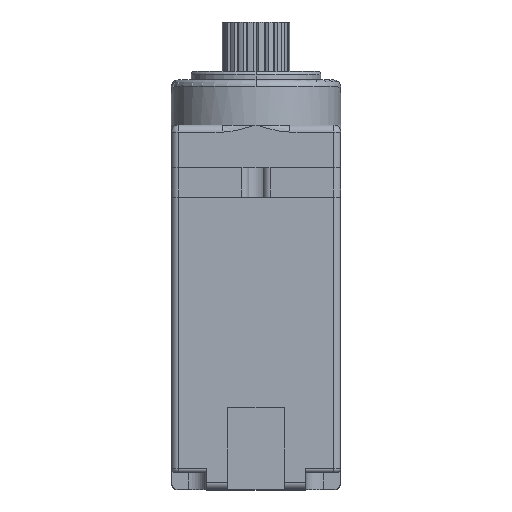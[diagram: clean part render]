
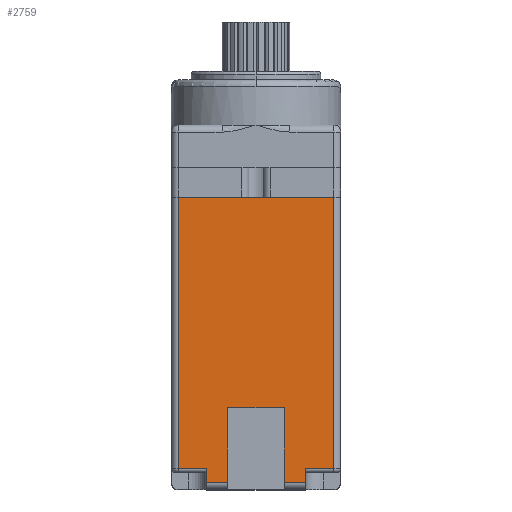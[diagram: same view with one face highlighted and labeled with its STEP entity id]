
A CAD part, top view. The second image highlights one B-rep face of the part: STEP entity #2759.
In plain terms, the highlighted planar face has unit normal (0, 0, 1).
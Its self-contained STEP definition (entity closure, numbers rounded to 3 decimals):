
#290 = DIRECTION ( 'NONE',  ( 0., 1., 0. ) ) ;
#292 = VERTEX_POINT ( 'NONE', #4815 ) ;
#303 = VERTEX_POINT ( 'NONE', #4830 ) ;
#343 = CARTESIAN_POINT ( 'NONE',  ( 2., 0.5, 11.4 ) ) ;
#527 = EDGE_CURVE ( 'NONE', #2625, #2125, #787, .T. ) ;
#602 = VECTOR ( 'NONE', #290, 1000. ) ;
#605 = VECTOR ( 'NONE', #3536, 1000. ) ;
#641 = ORIENTED_EDGE ( 'NONE', *, *, #2027, .T. ) ;
#738 = ORIENTED_EDGE ( 'NONE', *, *, #527, .T. ) ;
#776 = VERTEX_POINT ( 'NONE', #6181 ) ;
#787 = LINE ( 'NONE', #1768, #4360 ) ;
#962 = DIRECTION ( 'NONE',  ( 1., 0., 0. ) ) ;
#997 = EDGE_CURVE ( 'NONE', #1782, #2068, #5374, .T. ) ;
#1015 = CARTESIAN_POINT ( 'NONE',  ( -3.5, 1.45, 11.4 ) ) ;
#1028 = CARTESIAN_POINT ( 'NONE',  ( 2., 5.8, 11.4 ) ) ;
#1070 = LINE ( 'NONE', #5326, #5099 ) ;
#1077 = DIRECTION ( 'NONE',  ( 1., 0., 0. ) ) ;
#1150 = EDGE_CURVE ( 'NONE', #776, #1782, #4475, .T. ) ;
#1154 = ORIENTED_EDGE ( 'NONE', *, *, #4816, .T. ) ;
#1182 = VERTEX_POINT ( 'NONE', #3239 ) ;
#1233 = CARTESIAN_POINT ( 'NONE',  ( -5.5, 1.45, 11.4 ) ) ;
#1276 = CARTESIAN_POINT ( 'NONE',  ( -6., 0.5, 11.4 ) ) ;
#1315 = EDGE_CURVE ( 'NONE', #1711, #1182, #5519, .T. ) ;
#1326 = ORIENTED_EDGE ( 'NONE', *, *, #4284, .T. ) ;
#1476 = ORIENTED_EDGE ( 'NONE', *, *, #1996, .F. ) ;
#1525 = ORIENTED_EDGE ( 'NONE', *, *, #1315, .T. ) ;
#1536 = VERTEX_POINT ( 'NONE', #1233 ) ;
#1588 = VECTOR ( 'NONE', #3753, 1000. ) ;
#1639 = CARTESIAN_POINT ( 'NONE',  ( 3.5, 1.45, 11.4 ) ) ;
#1711 = VERTEX_POINT ( 'NONE', #343 ) ;
#1768 = CARTESIAN_POINT ( 'NONE',  ( -3.5, 1.2, 11.4 ) ) ;
#1775 = VECTOR ( 'NONE', #5388, 1000. ) ;
#1782 = VERTEX_POINT ( 'NONE', #5796 ) ;
#1901 = LINE ( 'NONE', #2557, #605 ) ;
#1996 = EDGE_CURVE ( 'NONE', #292, #303, #1901, .T. ) ;
#2027 = EDGE_CURVE ( 'NONE', #2068, #1536, #4337, .T. ) ;
#2068 = VERTEX_POINT ( 'NONE', #5525 ) ;
#2086 = CARTESIAN_POINT ( 'NONE',  ( -6., 25.8, 11.4 ) ) ;
#2125 = VERTEX_POINT ( 'NONE', #3644 ) ;
#2249 = DIRECTION ( 'NONE',  ( 0., -1., 0. ) ) ;
#2354 = VECTOR ( 'NONE', #4678, 1000. ) ;
#2407 = VERTEX_POINT ( 'NONE', #1639 ) ;
#2557 = CARTESIAN_POINT ( 'NONE',  ( -2., 5.8, 11.4 ) ) ;
#2576 = DIRECTION ( 'NONE',  ( 0., -1., 0. ) ) ;
#2579 = VECTOR ( 'NONE', #4543, 1000. ) ;
#2625 = VERTEX_POINT ( 'NONE', #1015 ) ;
#2759 = ADVANCED_FACE ( 'NONE', ( #4774 ), #3533, .F. ) ;
#3053 = LINE ( 'NONE', #1028, #1775 ) ;
#3171 = VECTOR ( 'NONE', #1077, 1000. ) ;
#3185 = VECTOR ( 'NONE', #2576, 1000. ) ;
#3198 = CARTESIAN_POINT ( 'NONE',  ( 5.5, 25.8, 11.4 ) ) ;
#3239 = CARTESIAN_POINT ( 'NONE',  ( 3.5, 0.5, 11.4 ) ) ;
#3330 = ORIENTED_EDGE ( 'NONE', *, *, #3357, .T. ) ;
#3357 = EDGE_CURVE ( 'NONE', #2125, #4297, #5917, .T. ) ;
#3470 = EDGE_CURVE ( 'NONE', #2407, #1182, #5453, .T. ) ;
#3498 = CARTESIAN_POINT ( 'NONE',  ( -6., 1.45, 11.4 ) ) ;
#3515 = ORIENTED_EDGE ( 'NONE', *, *, #5622, .T. ) ;
#3533 = PLANE ( 'NONE',  #4856 ) ;
#3536 = DIRECTION ( 'NONE',  ( -1., 0., 0. ) ) ;
#3644 = CARTESIAN_POINT ( 'NONE',  ( -3.5, 0.5, 11.4 ) ) ;
#3747 = ORIENTED_EDGE ( 'NONE', *, *, #3470, .F. ) ;
#3753 = DIRECTION ( 'NONE',  ( 0., -1., 0. ) ) ;
#3774 = CARTESIAN_POINT ( 'NONE',  ( 3.5, 1.2, 11.4 ) ) ;
#3963 = CARTESIAN_POINT ( 'NONE',  ( -6., 0.5, 11.4 ) ) ;
#3975 = CARTESIAN_POINT ( 'NONE',  ( -2., 0.5, 11.4 ) ) ;
#4026 = LINE ( 'NONE', #4048, #2579 ) ;
#4045 = DIRECTION ( 'NONE',  ( -1., 0., 0. ) ) ;
#4048 = CARTESIAN_POINT ( 'NONE',  ( -2., 5.8, 11.4 ) ) ;
#4096 = VECTOR ( 'NONE', #4045, 1000. ) ;
#4251 = VECTOR ( 'NONE', #4942, 1000. ) ;
#4284 = EDGE_CURVE ( 'NONE', #1536, #2625, #4627, .T. ) ;
#4285 = ORIENTED_EDGE ( 'NONE', *, *, #1150, .T. ) ;
#4297 = VERTEX_POINT ( 'NONE', #3975 ) ;
#4337 = LINE ( 'NONE', #5975, #3185 ) ;
#4342 = ORIENTED_EDGE ( 'NONE', *, *, #5820, .F. ) ;
#4360 = VECTOR ( 'NONE', #2249, 1000. ) ;
#4475 = LINE ( 'NONE', #3198, #602 ) ;
#4543 = DIRECTION ( 'NONE',  ( 0., -1., 0. ) ) ;
#4627 = LINE ( 'NONE', #3498, #3171 ) ;
#4678 = DIRECTION ( 'NONE',  ( 1., 0., 0. ) ) ;
#4774 = FACE_OUTER_BOUND ( 'NONE', #6153, .T. ) ;
#4815 = CARTESIAN_POINT ( 'NONE',  ( 2., 5.8, 11.4 ) ) ;
#4816 = EDGE_CURVE ( 'NONE', #292, #1711, #3053, .T. ) ;
#4830 = CARTESIAN_POINT ( 'NONE',  ( -2., 5.8, 11.4 ) ) ;
#4856 = AXIS2_PLACEMENT_3D ( 'NONE', #2086, #6028, #5944 ) ;
#4942 = DIRECTION ( 'NONE',  ( 1., 0., 0. ) ) ;
#4999 = CARTESIAN_POINT ( 'NONE',  ( -6., 20.68, 11.4 ) ) ;
#5099 = VECTOR ( 'NONE', #962, 1000. ) ;
#5326 = CARTESIAN_POINT ( 'NONE',  ( -6., 1.45, 11.4 ) ) ;
#5374 = LINE ( 'NONE', #4999, #4096 ) ;
#5388 = DIRECTION ( 'NONE',  ( 0., -1., 0. ) ) ;
#5453 = LINE ( 'NONE', #3774, #1588 ) ;
#5519 = LINE ( 'NONE', #3963, #4251 ) ;
#5525 = CARTESIAN_POINT ( 'NONE',  ( -5.5, 20.68, 11.4 ) ) ;
#5622 = EDGE_CURVE ( 'NONE', #2407, #776, #1070, .T. ) ;
#5796 = CARTESIAN_POINT ( 'NONE',  ( 5.5, 20.68, 11.4 ) ) ;
#5820 = EDGE_CURVE ( 'NONE', #303, #4297, #4026, .T. ) ;
#5911 = ORIENTED_EDGE ( 'NONE', *, *, #997, .T. ) ;
#5917 = LINE ( 'NONE', #1276, #2354 ) ;
#5944 = DIRECTION ( 'NONE',  ( -1., 0., 0. ) ) ;
#5975 = CARTESIAN_POINT ( 'NONE',  ( -5.5, 25.8, 11.4 ) ) ;
#6028 = DIRECTION ( 'NONE',  ( 0., 0., -1. ) ) ;
#6153 = EDGE_LOOP ( 'NONE', ( #641, #1326, #738, #3330, #4342, #1476, #1154, #1525, #3747, #3515, #4285, #5911 ) ) ;
#6181 = CARTESIAN_POINT ( 'NONE',  ( 5.5, 1.45, 11.4 ) ) ;
